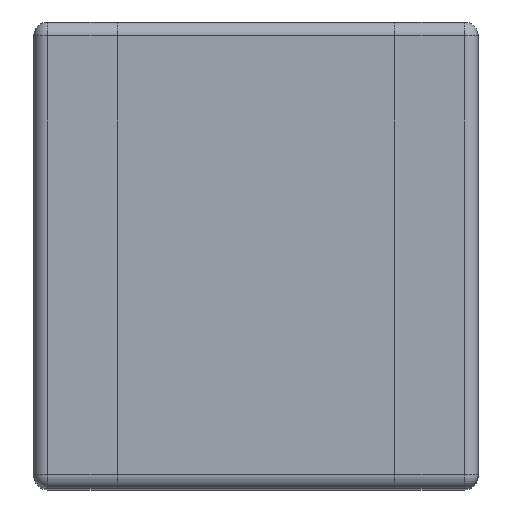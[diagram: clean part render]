
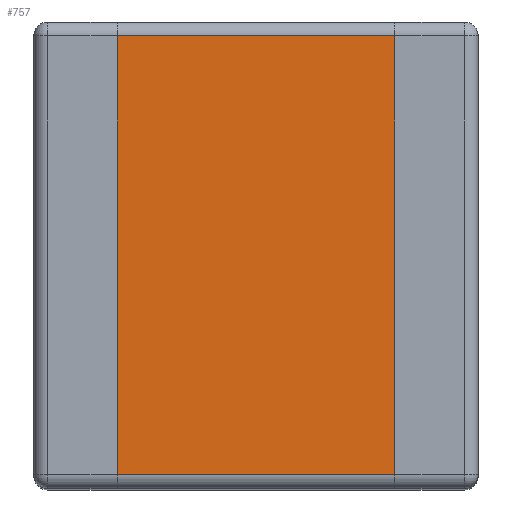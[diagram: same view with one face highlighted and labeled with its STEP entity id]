
A CAD part, top view. The second image highlights one B-rep face of the part: STEP entity #757.
In plain terms, the highlighted planar face has unit normal (0, 0, 1).
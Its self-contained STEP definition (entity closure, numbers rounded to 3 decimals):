
#152 = FACE_OUTER_BOUND ( 'NONE', #758, .T. ) ;
#184 = DIRECTION ( 'NONE',  ( 1., 0., 0. ) ) ;
#185 = VECTOR ( 'NONE', #184, 1000. ) ;
#186 = CARTESIAN_POINT ( 'NONE',  ( 0.8, 0.05, 1.6 ) ) ;
#188 = LINE ( 'NONE', #186, #185 ) ;
#189 = DIRECTION ( 'NONE',  ( -1., 0., 0. ) ) ;
#190 = VECTOR ( 'NONE', #189, 1000. ) ;
#191 = CARTESIAN_POINT ( 'NONE',  ( -0.8, 1.63, 1.6 ) ) ;
#192 = LINE ( 'NONE', #191, #190 ) ;
#193 = DIRECTION ( 'NONE',  ( -1., 0., 0. ) ) ;
#194 = DIRECTION ( 'NONE',  ( 0., 0., -1. ) ) ;
#195 = CARTESIAN_POINT ( 'NONE',  ( -0.8, 1.68, 1.6 ) ) ;
#196 = AXIS2_PLACEMENT_3D ( 'NONE', #195, #194, #193 ) ;
#197 = PLANE ( 'NONE',  #196 ) ;
#589 = VERTEX_POINT ( 'NONE', #1291 ) ;
#634 = EDGE_CURVE ( 'NONE', #589, #635, #1405, .T. ) ;
#635 = VERTEX_POINT ( 'NONE', #1447 ) ;
#645 = EDGE_CURVE ( 'NONE', #646, #649, #1473, .T. ) ;
#646 = VERTEX_POINT ( 'NONE', #1469 ) ;
#649 = VERTEX_POINT ( 'NONE', #1462 ) ;
#757 = ADVANCED_FACE ( 'NONE', ( #152 ), #197, .F. ) ;
#758 = EDGE_LOOP ( 'NONE', ( #759, #761, #762, #764 ) ) ;
#759 = ORIENTED_EDGE ( 'NONE', *, *, #760, .T. ) ;
#760 = EDGE_CURVE ( 'NONE', #649, #589, #192, .T. ) ;
#761 = ORIENTED_EDGE ( 'NONE', *, *, #634, .T. ) ;
#762 = ORIENTED_EDGE ( 'NONE', *, *, #763, .T. ) ;
#763 = EDGE_CURVE ( 'NONE', #635, #646, #188, .T. ) ;
#764 = ORIENTED_EDGE ( 'NONE', *, *, #645, .T. ) ;
#1291 = CARTESIAN_POINT ( 'NONE',  ( -0.5, 1.63, 1.6 ) ) ;
#1405 = LINE ( 'NONE', #1450, #1449 ) ;
#1447 = CARTESIAN_POINT ( 'NONE',  ( -0.5, 0.05, 1.6 ) ) ;
#1448 = DIRECTION ( 'NONE',  ( 0., -1., 0. ) ) ;
#1449 = VECTOR ( 'NONE', #1448, 1000. ) ;
#1450 = CARTESIAN_POINT ( 'NONE',  ( -0.5, 1.68, 1.6 ) ) ;
#1462 = CARTESIAN_POINT ( 'NONE',  ( 0.5, 1.63, 1.6 ) ) ;
#1469 = CARTESIAN_POINT ( 'NONE',  ( 0.5, 0.05, 1.6 ) ) ;
#1470 = DIRECTION ( 'NONE',  ( 0., 1., 0. ) ) ;
#1471 = VECTOR ( 'NONE', #1470, 1000. ) ;
#1472 = CARTESIAN_POINT ( 'NONE',  ( 0.5, 1.68, 1.6 ) ) ;
#1473 = LINE ( 'NONE', #1472, #1471 ) ;
